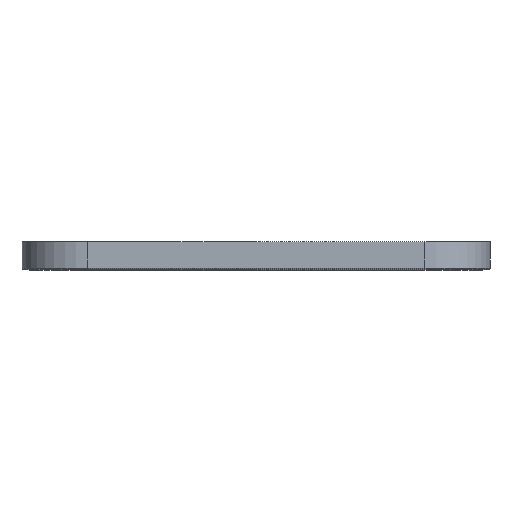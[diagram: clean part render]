
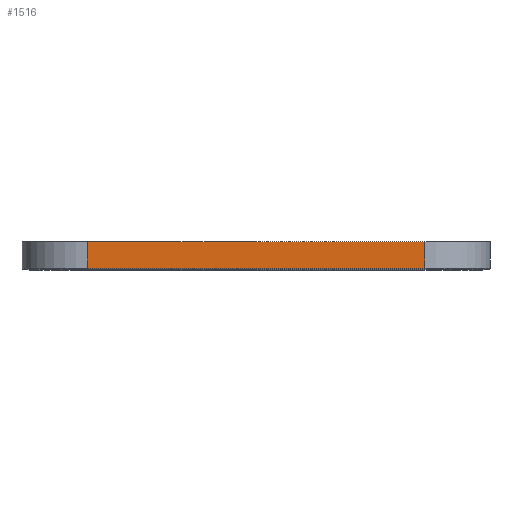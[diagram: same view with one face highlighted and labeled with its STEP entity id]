
A CAD part, front view. The second image highlights one B-rep face of the part: STEP entity #1516.
In plain terms, the highlighted planar face has unit normal (0, -1, 0).
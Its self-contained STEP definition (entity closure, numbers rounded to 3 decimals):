
#1496=AXIS2_PLACEMENT_3D('Plane Axis2P3D',#1493,#1494,#1495) ;
#711=CARTESIAN_POINT('Vertex',(77.5,0.,0.417)) ;
#1074=CARTESIAN_POINT('Line Origine',(77.5,0.,2.958)) ;
#1078=CARTESIAN_POINT('Vertex',(77.5,0.,5.5)) ;
#1133=CARTESIAN_POINT('Vertex',(12.5,0.,0.417)) ;
#1136=CARTESIAN_POINT('Line Origine',(45.,0.,0.417)) ;
#1493=CARTESIAN_POINT('Axis2P3D Location',(77.5,0.,5.5)) ;
#1498=CARTESIAN_POINT('Line Origine',(12.5,0.,2.958)) ;
#1502=CARTESIAN_POINT('Vertex',(12.5,0.,5.5)) ;
#1505=CARTESIAN_POINT('Line Origine',(45.,0.,5.5)) ;
#1075=DIRECTION('Vector Direction',(0.,0.,-1.)) ;
#1137=DIRECTION('Vector Direction',(1.,0.,0.)) ;
#1494=DIRECTION('Axis2P3D Direction',(0.,1.,0.)) ;
#1495=DIRECTION('Axis2P3D XDirection',(0.,0.,-1.)) ;
#1499=DIRECTION('Vector Direction',(0.,0.,-1.)) ;
#1506=DIRECTION('Vector Direction',(-1.,0.,0.)) ;
#1076=VECTOR('Line Direction',#1075,1.) ;
#1138=VECTOR('Line Direction',#1137,1.) ;
#1500=VECTOR('Line Direction',#1499,1.) ;
#1507=VECTOR('Line Direction',#1506,1.) ;
#1511=ORIENTED_EDGE('',*,*,#1504,.T.) ;
#1512=ORIENTED_EDGE('',*,*,#1140,.F.) ;
#1513=ORIENTED_EDGE('',*,*,#1080,.F.) ;
#1514=ORIENTED_EDGE('',*,*,#1509,.T.) ;
#1516=ADVANCED_FACE('Hauptk\X2\00F6\X0\rper',(#1515),#1497,.F.) ;
#1080=EDGE_CURVE('',#1079,#712,#1077,.T.) ;
#1140=EDGE_CURVE('',#712,#1134,#1139,.F.) ;
#1504=EDGE_CURVE('',#1503,#1134,#1501,.T.) ;
#1509=EDGE_CURVE('',#1079,#1503,#1508,.T.) ;
#1510=EDGE_LOOP('',(#1511,#1512,#1513,#1514)) ;
#1515=FACE_OUTER_BOUND('',#1510,.T.) ;
#1077=LINE('Line',#1074,#1076) ;
#1139=LINE('Line',#1136,#1138) ;
#1501=LINE('Line',#1498,#1500) ;
#1508=LINE('Line',#1505,#1507) ;
#1497=PLANE('',#1496) ;
#712=VERTEX_POINT('',#711) ;
#1079=VERTEX_POINT('',#1078) ;
#1134=VERTEX_POINT('',#1133) ;
#1503=VERTEX_POINT('',#1502) ;
